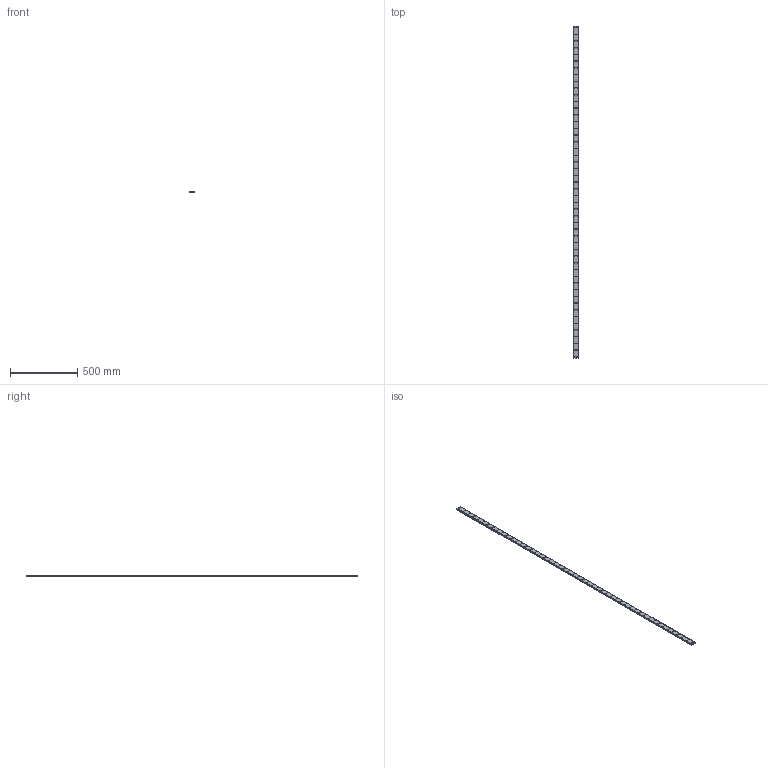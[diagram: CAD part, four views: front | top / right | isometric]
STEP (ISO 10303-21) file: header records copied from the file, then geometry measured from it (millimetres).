
FILE_DESCRIPTION(('STEP AP214'),'1');
FILE_NAME('cctmp_FC9C26C3-F832-411D-8417-63CBE3BDF4C2_2021_03_02_15_28_10_0312..stp','2021-03-02T14:28:10',('HIWIN GmbH'),('CADClick - www.CADClick.com'),'Spatial InterOp 3D',' ','unknown authorization');
FILE_SCHEMA(('AUTOMOTIVE_DESIGN'));
Length unit declared in the file: millimetre
Products named in the file (1): WER21R2470H_FILE
Bounding box: 37 x 2470 x 11 mm (x, y, z)
Volume: 914975.1 mm3; surface area: 267686.9 mm2
Topology: 1 solids, 1 shells, 1003 faces, 2091 edges, 1394 vertices
Faces by surface type: cylinder 618, plane 385
Entity records: 35349 total; most frequent: DIRECTION 5335, CARTESIAN_POINT 4489, ORIENTED_EDGE 4182, AXIS2_PLACEMENT_3D 2240, EDGE_CURVE 2091, VERTEX_POINT 1394, EDGE_LOOP 1307, CIRCLE 1236
